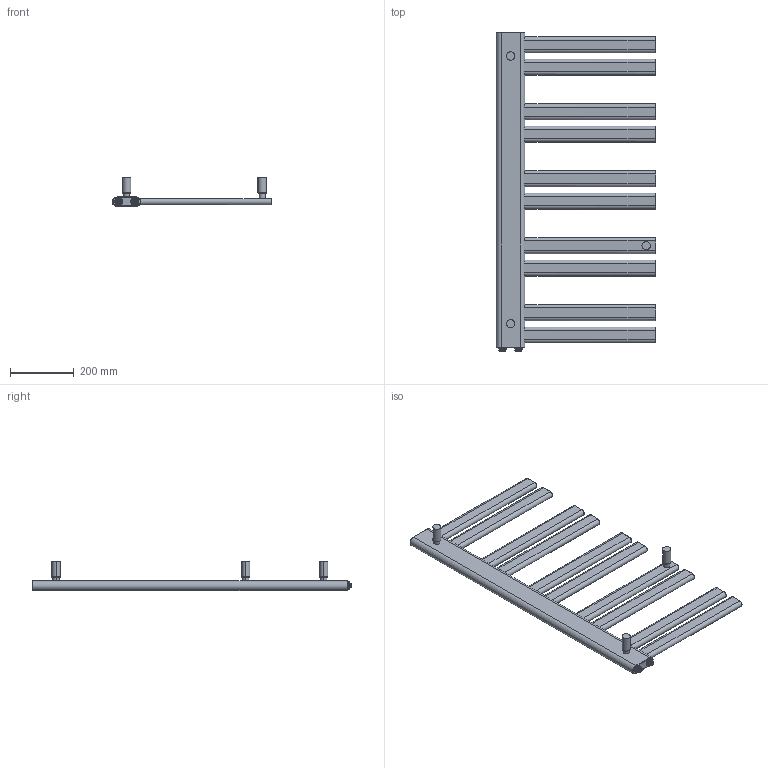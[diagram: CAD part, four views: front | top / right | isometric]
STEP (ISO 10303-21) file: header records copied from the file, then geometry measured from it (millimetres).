
FILE_DESCRIPTION((''),'2;1');
FILE_NAME('3551776100001_3D_SITO_ASM','2022-10-28T16:29:33',('PC132'),(''),'CREO PARAMETRIC BY PTC INC, 2022124','CREO PARAMETRIC BY PTC INC, 2022124','');
FILE_SCHEMA(('AUTOMOTIVE_DESIGN { 1 0 10303 214 1 1 1 1 }'));
Length unit declared in the file: millimetre
Products named in the file (3): 3551776100001_3D_SITO; 1041001240002; 3551776100001_3D_SITO_ASM
Assembly tree (3 placements, depth 2):
  3551776100001_3D_SITO_ASM
    3551776100001_3D_SITO
    1041001240002  x2
Bounding box: 500 x 1003.4 x 91 mm (x, y, z)
Volume: 6336950.4 mm3; surface area: 743838 mm2
Topology: 3 solids, 5 shells, 386 faces, 870 edges, 518 vertices
Faces by surface type: cylinder 142, plane 114, torus 86, bspline 20, cone 16, sphere 8
Entity records: 15284 total; most frequent: CARTESIAN_POINT 4228, DIRECTION 1467, ORIENTED_EDGE 1170, PRESENTATION_STYLE_ASSIGNMENT 704, STYLED_ITEM 635, CURVE_STYLE 633, AXIS2_PLACEMENT_3D 591, EDGE_CURVE 585
